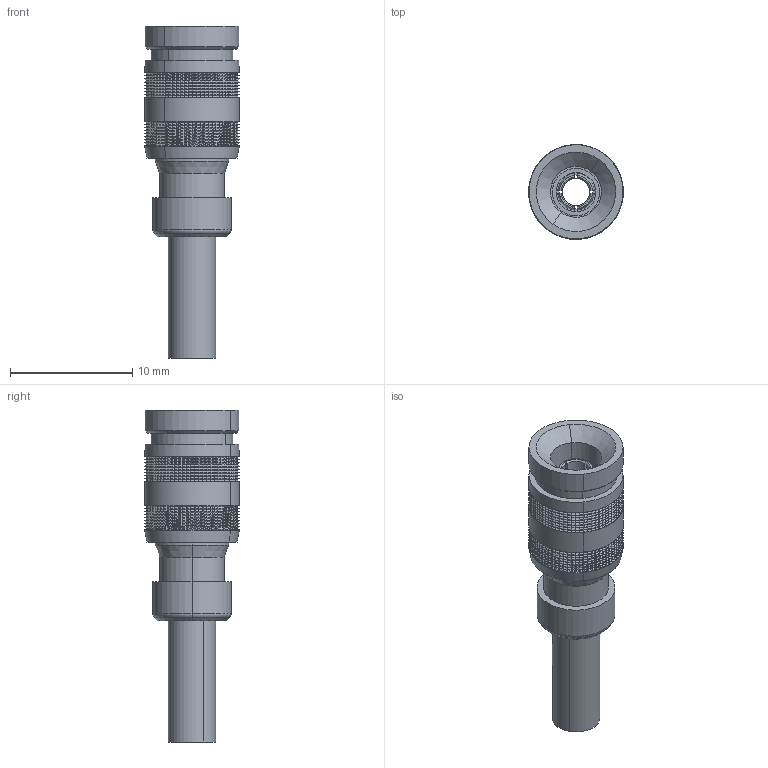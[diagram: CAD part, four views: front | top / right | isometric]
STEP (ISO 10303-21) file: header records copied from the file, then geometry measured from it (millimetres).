
FILE_DESCRIPTION (( 'STEP AP214' ), '1' );
FILE_NAME ('52-005-B6-BG.STEP', '2024-07-31T12:02:12', ( '' ), ( '' ), 'SwSTEP 2.0', 'SolidWorks 2023', '' );
FILE_SCHEMA (( 'AUTOMOTIVE_DESIGN' ));
Products named in the file (1): 52-005-B6-BG
Bounding box: 7.75 x 7.75 x 27.15 mm (x, y, z)
Surface area: 1046.2 mm2 (no closed solid volume)
Topology: 0 solids, 5 shells, 2993 faces, 8616 edges, 5590 vertices
Faces by surface type: plane 2713, cone 248, cylinder 26, torus 6
Entity records: 101670 total; most frequent: CARTESIAN_POINT 31292, ORIENTED_EDGE 16746, DIRECTION 11742, EDGE_CURVE 8616, VERTEX_POINT 5590, AXIS2_PLACEMENT_3D 4824, B_SPLINE_CURVE_WITH_KNOTS 4692, EDGE_LOOP 3072
